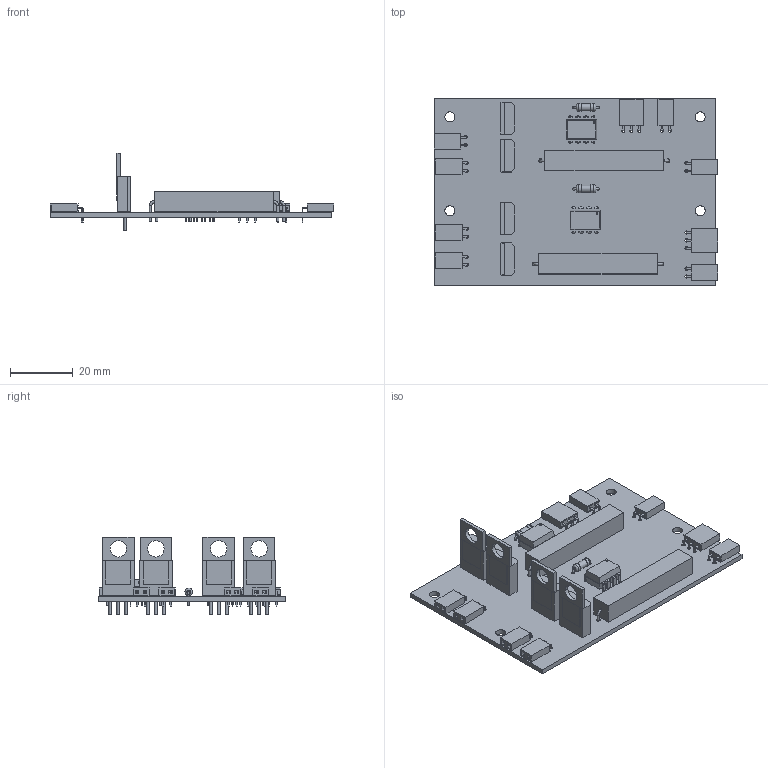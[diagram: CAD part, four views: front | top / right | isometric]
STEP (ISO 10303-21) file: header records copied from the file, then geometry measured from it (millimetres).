
FILE_DESCRIPTION(('KiCad electronic assembly'),'2;1');
FILE_NAME('custom_driver.step','2025-01-20T16:58:21',('Pcbnew'),('Kicad' ),'Open CASCADE STEP processor 7.8','KiCad to STEP converter', 'Unknown');
FILE_SCHEMA(('AUTOMOTIVE_DESIGN { 1 0 10303 214 1 1 1 1 }'));
Length unit declared in the file: millimetre
Products named in the file (14): custom_driver 1; SOT78_TO220_NXP; part; PinSocket_1x02_P2.54mm_Horizontal; PinSocket_1x02_P254mm_Horizontal; R_Axial_DIN0207_L6.3mm_D2.5mm_P7.62mm_Horizontal; R_Axial_DIN0207_L63mm_D25mm_P762mm_Horizontal; LM358N_NOPB; P8; PinSocket_1x03_P2.54mm_Horizontal; PinSocket_1x03_P254mm_Horizontal; R_Axial_Power_L38.0mm_W6.4mm_P40.64mm; R_Axial_Power_L380mm_W64mm_P4064mm; _autosave-custom_driver_PCB
Assembly tree (26 placements, depth 3):
  custom_driver 1
    SOT78_TO220_NXP  x4
      part
    PinSocket_1x02_P2.54mm_Horizontal  x7
      PinSocket_1x02_P254mm_Horizontal
    R_Axial_DIN0207_L6.3mm_D2.5mm_P7.62mm_Horizontal  x2
      R_Axial_DIN0207_L63mm_D25mm_P762mm_Horizontal
    LM358N_NOPB  x2
      P8
    PinSocket_1x03_P2.54mm_Horizontal  x2
      PinSocket_1x03_P254mm_Horizontal
    R_Axial_Power_L38.0mm_W6.4mm_P40.64mm  x2
      R_Axial_Power_L380mm_W64mm_P4064mm
    _autosave-custom_driver_PCB
Bounding box: 90.66 x 60 x 24.89 mm (x, y, z)
Volume: 15604.1 mm3; surface area: 19634.8 mm2
Topology: 54 solids, 54 shells, 1344 faces, 3366 edges, 2204 vertices
Faces by surface type: plane 1130, cylinder 202, torus 12
Full cylindrical faces by diameter (mm): 0.6 x4, 0.74 x16, 0.8 x12, 0.889 x12, 1 x32, 1.2 x4, 2.25 x2, 2.5 x4, 3.2 x4
Entity records: 16877 total; most frequent: CARTESIAN_POINT 2820, DIRECTION 2435, ORIENTED_EDGE 2396, EDGE_CURVE 1198, LINE 953, VECTOR 953, VERTEX_POINT 786, AXIS2_PLACEMENT_3D 741
